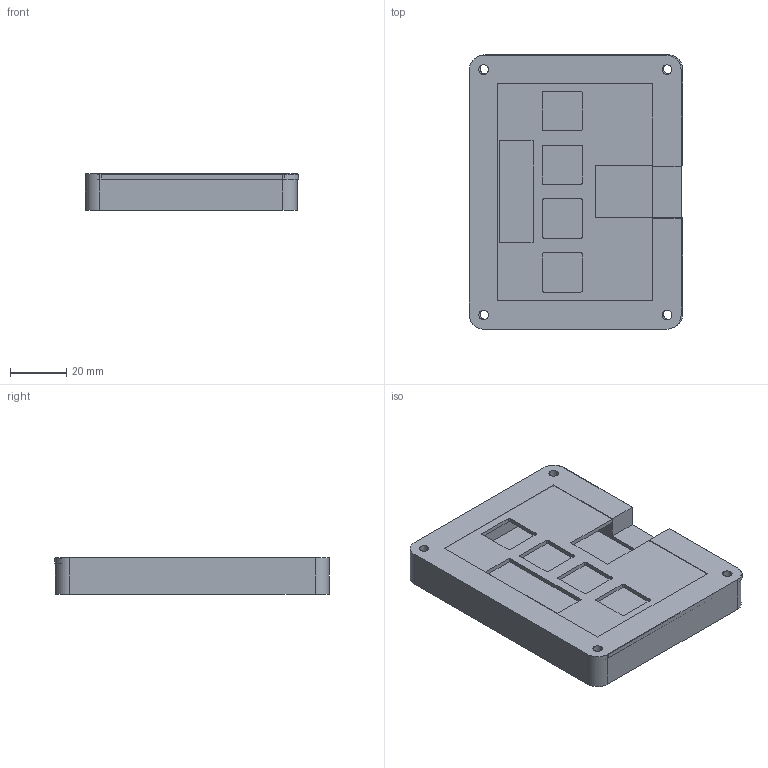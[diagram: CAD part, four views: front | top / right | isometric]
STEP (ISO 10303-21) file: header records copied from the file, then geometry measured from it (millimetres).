
FILE_DESCRIPTION(/* description */ (''),/* implementation_level */ '2;1');
FILE_NAME(/* name */ 'Pad Case.step',/* time_stamp */ '2025-11-26T12:26:46-08:00',/* author */ (''),/* organization */ (''),/* preprocessor_version */ 'ST-DEVELOPER v20.1',/* originating_system */ 'Autodesk Translation Framework v14.21.0.0',/* authorisation */ '');
FILE_SCHEMA (('AUTOMOTIVE_DESIGN { 1 0 10303 214 3 1 1 }'));
Length unit declared in the file: millimetre
Products named in the file (1): 2025-11-26-11-14-10-911
Bounding box: 75.54 x 97.23 x 13 mm (x, y, z)
Volume: 62947.2 mm3; surface area: 34376.9 mm2
Topology: 2 solids, 2 shells, 192 faces, 534 edges, 356 vertices
Faces by surface type: plane 79, bspline 77, cylinder 36
Full cylindrical faces by diameter (mm): 3.4 x8, 6 x4
Entity records: 6945 total; most frequent: CARTESIAN_POINT 2392, ORIENTED_EDGE 1068, DIRECTION 684, EDGE_CURVE 534, VERTEX_POINT 356, LINE 308, VECTOR 308, EDGE_LOOP 228
